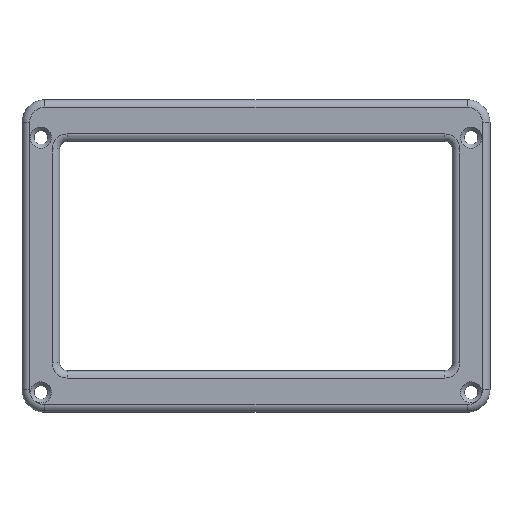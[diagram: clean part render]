
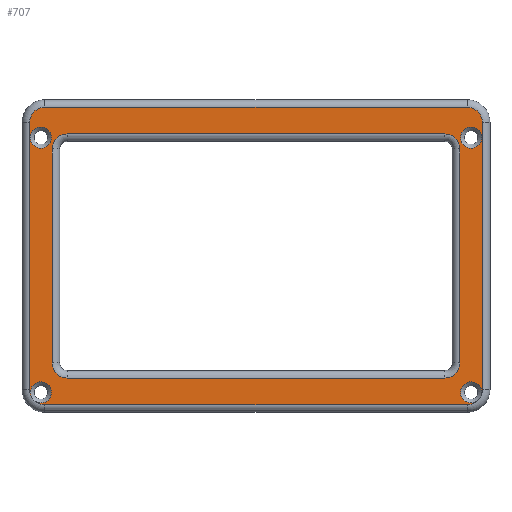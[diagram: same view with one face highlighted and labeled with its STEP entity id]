
A CAD part, top view. The second image highlights one B-rep face of the part: STEP entity #707.
In plain terms, the highlighted planar face has unit normal (0, 0, 1).
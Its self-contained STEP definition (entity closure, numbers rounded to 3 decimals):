
#21=FACE_BOUND('',#212,.T.);
#22=FACE_BOUND('',#213,.T.);
#23=FACE_BOUND('',#214,.T.);
#31=PLANE('',#789);
#39=LINE('',#1119,#87);
#43=LINE('',#1137,#91);
#45=LINE('',#1149,#93);
#49=LINE('',#1158,#97);
#57=LINE('',#1187,#105);
#58=LINE('',#1197,#106);
#59=LINE('',#1201,#107);
#60=LINE('',#1204,#108);
#87=VECTOR('',#877,10.);
#91=VECTOR('',#897,10.);
#93=VECTOR('',#911,10.);
#97=VECTOR('',#921,10.);
#105=VECTOR('',#951,10.);
#106=VECTOR('',#960,10.);
#107=VECTOR('',#963,10.);
#108=VECTOR('',#966,10.);
#169=FACE_OUTER_BOUND('',#211,.T.);
#211=EDGE_LOOP('',(#529,#530,#531,#532,#533,#534,#535,#536,#537,#538,#539,
#540,#541,#542));
#212=EDGE_LOOP('',(#543));
#213=EDGE_LOOP('',(#544));
#214=EDGE_LOOP('',(#545,#546,#547,#548,#549,#550,#551,#552));
#247=CIRCLE('',#756,4.);
#251=CIRCLE('',#761,4.);
#258=CIRCLE('',#771,4.);
#260=CIRCLE('',#775,4.);
#267=CIRCLE('',#790,4.);
#268=CIRCLE('',#791,2.8);
#269=CIRCLE('',#792,2.8);
#270=CIRCLE('',#793,4.);
#271=CIRCLE('',#794,4.);
#272=CIRCLE('',#795,2.8);
#273=CIRCLE('',#796,2.8);
#274=CIRCLE('',#797,4.);
#275=CIRCLE('',#798,4.);
#276=CIRCLE('',#799,4.);
#277=CIRCLE('',#800,2.8);
#278=CIRCLE('',#801,2.8);
#303=VERTEX_POINT('',#1101);
#304=VERTEX_POINT('',#1102);
#307=VERTEX_POINT('',#1110);
#308=VERTEX_POINT('',#1111);
#315=VERTEX_POINT('',#1131);
#316=VERTEX_POINT('',#1133);
#317=VERTEX_POINT('',#1140);
#318=VERTEX_POINT('',#1141);
#327=VERTEX_POINT('',#1177);
#328=VERTEX_POINT('',#1178);
#329=VERTEX_POINT('',#1180);
#330=VERTEX_POINT('',#1182);
#331=VERTEX_POINT('',#1184);
#332=VERTEX_POINT('',#1186);
#333=VERTEX_POINT('',#1188);
#334=VERTEX_POINT('',#1190);
#335=VERTEX_POINT('',#1192);
#336=VERTEX_POINT('',#1194);
#337=VERTEX_POINT('',#1196);
#338=VERTEX_POINT('',#1198);
#339=VERTEX_POINT('',#1200);
#340=VERTEX_POINT('',#1202);
#341=VERTEX_POINT('',#1205);
#342=VERTEX_POINT('',#1207);
#367=EDGE_CURVE('',#303,#304,#247,.T.);
#371=EDGE_CURVE('',#307,#308,#251,.T.);
#375=EDGE_CURVE('',#308,#303,#39,.T.);
#382=EDGE_CURVE('',#315,#316,#258,.T.);
#384=EDGE_CURVE('',#304,#315,#43,.T.);
#386=EDGE_CURVE('',#317,#318,#260,.T.);
#390=EDGE_CURVE('',#318,#307,#45,.T.);
#395=EDGE_CURVE('',#316,#317,#49,.T.);
#405=EDGE_CURVE('',#327,#328,#267,.T.);
#406=EDGE_CURVE('',#329,#327,#268,.T.);
#407=EDGE_CURVE('',#330,#329,#269,.T.);
#408=EDGE_CURVE('',#331,#330,#270,.T.);
#409=EDGE_CURVE('',#332,#331,#57,.T.);
#410=EDGE_CURVE('',#333,#332,#271,.T.);
#411=EDGE_CURVE('',#334,#333,#272,.T.);
#412=EDGE_CURVE('',#335,#334,#273,.T.);
#413=EDGE_CURVE('',#336,#335,#274,.T.);
#414=EDGE_CURVE('',#337,#336,#58,.T.);
#415=EDGE_CURVE('',#338,#337,#275,.T.);
#416=EDGE_CURVE('',#339,#338,#59,.T.);
#417=EDGE_CURVE('',#340,#339,#276,.T.);
#418=EDGE_CURVE('',#328,#340,#60,.T.);
#419=EDGE_CURVE('',#341,#341,#277,.T.);
#420=EDGE_CURVE('',#342,#342,#278,.T.);
#529=ORIENTED_EDGE('',*,*,#405,.F.);
#530=ORIENTED_EDGE('',*,*,#406,.F.);
#531=ORIENTED_EDGE('',*,*,#407,.F.);
#532=ORIENTED_EDGE('',*,*,#408,.F.);
#533=ORIENTED_EDGE('',*,*,#409,.F.);
#534=ORIENTED_EDGE('',*,*,#410,.F.);
#535=ORIENTED_EDGE('',*,*,#411,.F.);
#536=ORIENTED_EDGE('',*,*,#412,.F.);
#537=ORIENTED_EDGE('',*,*,#413,.F.);
#538=ORIENTED_EDGE('',*,*,#414,.F.);
#539=ORIENTED_EDGE('',*,*,#415,.F.);
#540=ORIENTED_EDGE('',*,*,#416,.F.);
#541=ORIENTED_EDGE('',*,*,#417,.F.);
#542=ORIENTED_EDGE('',*,*,#418,.F.);
#543=ORIENTED_EDGE('',*,*,#419,.F.);
#544=ORIENTED_EDGE('',*,*,#420,.F.);
#545=ORIENTED_EDGE('',*,*,#386,.F.);
#546=ORIENTED_EDGE('',*,*,#395,.F.);
#547=ORIENTED_EDGE('',*,*,#382,.F.);
#548=ORIENTED_EDGE('',*,*,#384,.F.);
#549=ORIENTED_EDGE('',*,*,#367,.F.);
#550=ORIENTED_EDGE('',*,*,#375,.F.);
#551=ORIENTED_EDGE('',*,*,#371,.F.);
#552=ORIENTED_EDGE('',*,*,#390,.F.);
#707=ADVANCED_FACE('',(#169,#21,#22,#23),#31,.T.);
#756=AXIS2_PLACEMENT_3D('',#1103,#857,#858);
#761=AXIS2_PLACEMENT_3D('',#1112,#867,#868);
#771=AXIS2_PLACEMENT_3D('',#1134,#891,#892);
#775=AXIS2_PLACEMENT_3D('',#1142,#901,#902);
#789=AXIS2_PLACEMENT_3D('',#1176,#941,#942);
#790=AXIS2_PLACEMENT_3D('',#1179,#943,#944);
#791=AXIS2_PLACEMENT_3D('',#1181,#945,#946);
#792=AXIS2_PLACEMENT_3D('',#1183,#947,#948);
#793=AXIS2_PLACEMENT_3D('',#1185,#949,#950);
#794=AXIS2_PLACEMENT_3D('',#1189,#952,#953);
#795=AXIS2_PLACEMENT_3D('',#1191,#954,#955);
#796=AXIS2_PLACEMENT_3D('',#1193,#956,#957);
#797=AXIS2_PLACEMENT_3D('',#1195,#958,#959);
#798=AXIS2_PLACEMENT_3D('',#1199,#961,#962);
#799=AXIS2_PLACEMENT_3D('',#1203,#964,#965);
#800=AXIS2_PLACEMENT_3D('',#1206,#967,#968);
#801=AXIS2_PLACEMENT_3D('',#1208,#969,#970);
#857=DIRECTION('center_axis',(0.,0.,1.));
#858=DIRECTION('ref_axis',(0.707,0.707,0.));
#867=DIRECTION('center_axis',(0.,0.,1.));
#868=DIRECTION('ref_axis',(0.707,-0.707,0.));
#877=DIRECTION('',(0.,1.,0.));
#891=DIRECTION('center_axis',(0.,0.,1.));
#892=DIRECTION('ref_axis',(-0.707,0.707,0.));
#897=DIRECTION('',(-1.,0.,0.));
#901=DIRECTION('center_axis',(0.,0.,1.));
#902=DIRECTION('ref_axis',(-0.707,-0.707,0.));
#911=DIRECTION('',(1.,0.,0.));
#921=DIRECTION('',(0.,-1.,0.));
#941=DIRECTION('center_axis',(0.,0.,1.));
#942=DIRECTION('ref_axis',(1.,0.,0.));
#943=DIRECTION('center_axis',(0.,0.,-1.));
#944=DIRECTION('ref_axis',(-0.707,-0.707,0.));
#945=DIRECTION('center_axis',(0.,0.,1.));
#946=DIRECTION('ref_axis',(-1.,0.,0.));
#947=DIRECTION('center_axis',(0.,0.,1.));
#948=DIRECTION('ref_axis',(-1.,0.,0.));
#949=DIRECTION('center_axis',(0.,0.,-1.));
#950=DIRECTION('ref_axis',(-0.707,-0.707,0.));
#951=DIRECTION('',(-1.,0.,0.));
#952=DIRECTION('center_axis',(0.,0.,-1.));
#953=DIRECTION('ref_axis',(0.707,-0.707,0.));
#954=DIRECTION('center_axis',(0.,0.,1.));
#955=DIRECTION('ref_axis',(-1.,0.,0.));
#956=DIRECTION('center_axis',(0.,0.,1.));
#957=DIRECTION('ref_axis',(-1.,0.,0.));
#958=DIRECTION('center_axis',(0.,0.,-1.));
#959=DIRECTION('ref_axis',(0.707,-0.707,0.));
#960=DIRECTION('',(0.,-1.,0.));
#961=DIRECTION('center_axis',(0.,0.,-1.));
#962=DIRECTION('ref_axis',(0.707,0.707,0.));
#963=DIRECTION('',(1.,0.,0.));
#964=DIRECTION('center_axis',(0.,0.,-1.));
#965=DIRECTION('ref_axis',(-0.707,0.707,0.));
#966=DIRECTION('',(0.,1.,0.));
#967=DIRECTION('center_axis',(0.,0.,1.));
#968=DIRECTION('ref_axis',(-1.,0.,0.));
#969=DIRECTION('center_axis',(0.,0.,1.));
#970=DIRECTION('ref_axis',(-1.,0.,0.));
#1101=CARTESIAN_POINT('',(221.154,178.466,3.));
#1102=CARTESIAN_POINT('',(217.154,182.466,3.));
#1103=CARTESIAN_POINT('Origin',(217.154,178.466,3.));
#1110=CARTESIAN_POINT('',(217.154,117.766,3.));
#1111=CARTESIAN_POINT('',(221.154,121.766,3.));
#1112=CARTESIAN_POINT('Origin',(217.154,121.766,3.));
#1119=CARTESIAN_POINT('',(221.154,134.941,3.));
#1131=CARTESIAN_POINT('',(117.154,182.466,3.));
#1133=CARTESIAN_POINT('',(113.154,178.466,3.));
#1134=CARTESIAN_POINT('Origin',(117.154,178.466,3.));
#1137=CARTESIAN_POINT('',(193.154,182.466,3.));
#1140=CARTESIAN_POINT('',(113.154,121.766,3.));
#1141=CARTESIAN_POINT('',(117.154,117.766,3.));
#1142=CARTESIAN_POINT('Origin',(117.154,121.766,3.));
#1149=CARTESIAN_POINT('',(141.154,117.766,3.));
#1158=CARTESIAN_POINT('',(113.154,165.291,3.));
#1176=CARTESIAN_POINT('Origin',(167.154,150.116,3.));
#1177=CARTESIAN_POINT('',(107.482,113.131,3.));
#1178=CARTESIAN_POINT('',(107.154,114.716,3.));
#1179=CARTESIAN_POINT('Origin',(111.154,114.716,3.));
#1180=CARTESIAN_POINT('',(112.954,113.966,3.));
#1181=CARTESIAN_POINT('Origin',(110.154,113.966,3.));
#1182=CARTESIAN_POINT('',(108.605,111.634,3.));
#1183=CARTESIAN_POINT('Origin',(110.154,113.966,3.));
#1184=CARTESIAN_POINT('',(111.154,110.716,3.));
#1185=CARTESIAN_POINT('Origin',(111.154,114.716,3.));
#1186=CARTESIAN_POINT('',(223.154,110.716,3.));
#1187=CARTESIAN_POINT('',(136.154,110.716,3.));
#1188=CARTESIAN_POINT('',(225.704,111.634,3.));
#1189=CARTESIAN_POINT('Origin',(223.154,114.716,3.));
#1190=CARTESIAN_POINT('',(226.954,113.966,3.));
#1191=CARTESIAN_POINT('Origin',(224.154,113.966,3.));
#1192=CARTESIAN_POINT('',(226.827,113.131,3.));
#1193=CARTESIAN_POINT('Origin',(224.154,113.966,3.));
#1194=CARTESIAN_POINT('',(227.154,114.716,3.));
#1195=CARTESIAN_POINT('Origin',(223.154,114.716,3.));
#1196=CARTESIAN_POINT('',(227.154,185.516,3.));
#1197=CARTESIAN_POINT('',(227.154,129.416,3.));
#1198=CARTESIAN_POINT('',(223.154,189.516,3.));
#1199=CARTESIAN_POINT('Origin',(223.154,185.516,3.));
#1200=CARTESIAN_POINT('',(111.154,189.516,3.));
#1201=CARTESIAN_POINT('',(198.154,189.516,3.));
#1202=CARTESIAN_POINT('',(107.154,185.516,3.));
#1203=CARTESIAN_POINT('Origin',(111.154,185.516,3.));
#1204=CARTESIAN_POINT('',(107.154,170.816,3.));
#1205=CARTESIAN_POINT('',(112.954,181.466,3.));
#1206=CARTESIAN_POINT('Origin',(110.154,181.466,3.));
#1207=CARTESIAN_POINT('',(226.954,181.466,3.));
#1208=CARTESIAN_POINT('Origin',(224.154,181.466,3.));
